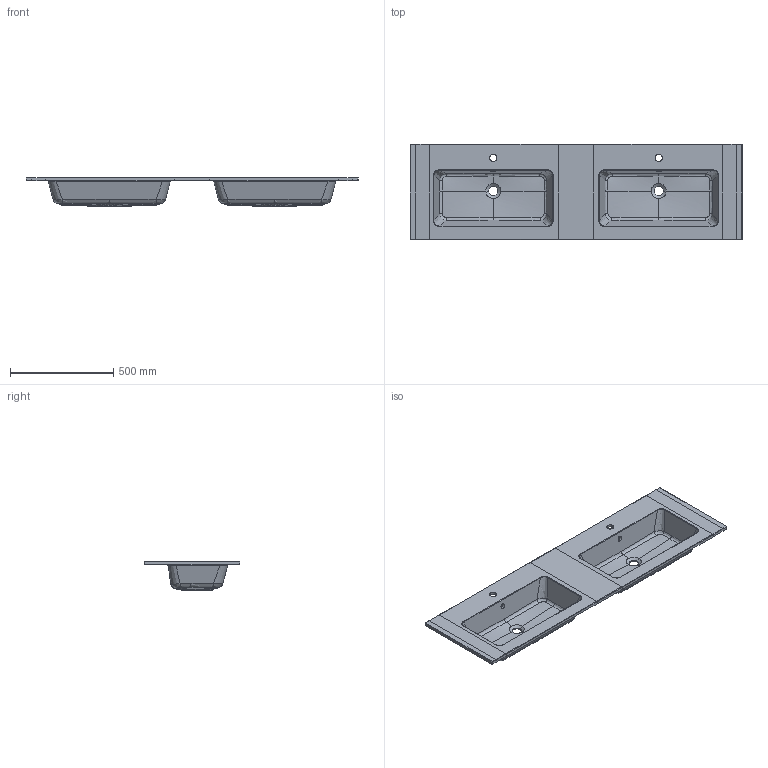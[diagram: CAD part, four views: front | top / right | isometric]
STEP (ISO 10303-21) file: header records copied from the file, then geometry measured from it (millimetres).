
FILE_DESCRIPTION(/* description */ (''),/* implementation_level */ '2;1');
FILE_NAME(/* name */ 'BERGAMO SLIM 160x46 D',/* time_stamp */ '2024-01-12T08:40:43+01:00',/* author */ (''),/* organization */ (''),/* preprocessor_version */ 'ST-DEVELOPER v16.5',/* originating_system */ 'Rhino 7.36',/* authorisation */ '');
FILE_SCHEMA (('CONFIG_CONTROL_DESIGN'));
Length unit declared in the file: millimetre
Products named in the file (1): Document
Bounding box: 1604.39 x 460 x 140 mm (x, y, z)
Surface area: 2072480.5 mm2 (no closed solid volume)
Topology: 0 solids, 3 shells, 468 faces, 1146 edges, 674 vertices
Faces by surface type: bspline 326, cylinder 76, plane 66
Entity records: 110746 total; most frequent: CARTESIAN_POINT 103980, ORIENTED_EDGE 2230, EDGE_CURVE 1136, B_SPLINE_CURVE_WITH_KNOTS 724, VERTEX_POINT 674, EDGE_LOOP 486, ADVANCED_FACE 468, FACE_OUTER_BOUND 468
